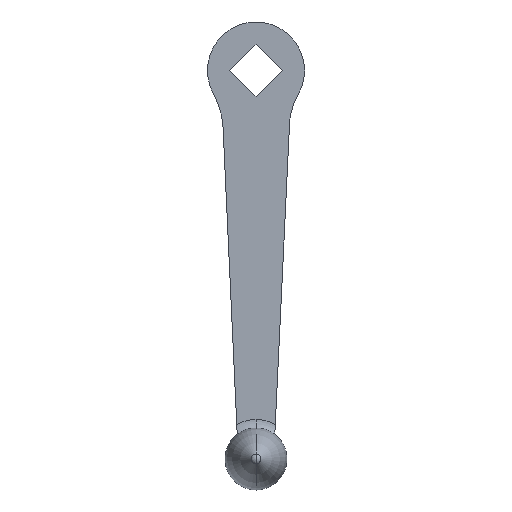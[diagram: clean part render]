
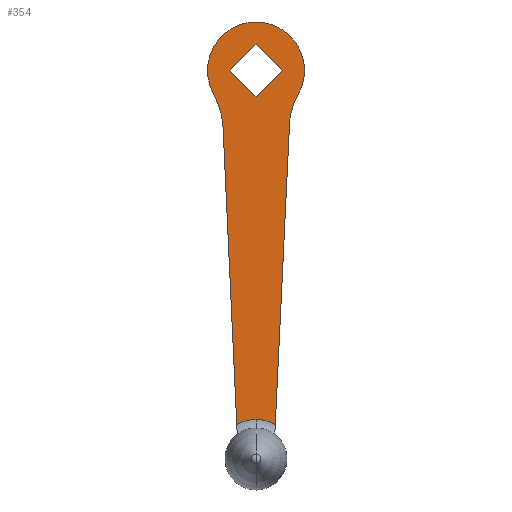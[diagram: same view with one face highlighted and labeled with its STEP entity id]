
A CAD part, front view. The second image highlights one B-rep face of the part: STEP entity #354.
In plain terms, the highlighted planar face has unit normal (0, -1, 0).
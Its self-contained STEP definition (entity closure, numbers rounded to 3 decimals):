
#186=VERTEX_POINT('',#522);
#202=EDGE_CURVE('',#482,#244,#539,.T.);
#244=VERTEX_POINT('',#587);
#268=VERTEX_POINT('',#612);
#338=EDGE_CURVE('',#186,#426,#688,.T.);
#354=ADVANCED_FACE('',(#706,#707),#708,.F.);
#368=VERTEX_POINT('',#725);
#400=EDGE_CURVE('',#448,#414,#762,.T.);
#408=EDGE_CURVE('',#414,#440,#770,.T.);
#414=VERTEX_POINT('',#777);
#426=VERTEX_POINT('',#790);
#440=VERTEX_POINT('',#807);
#444=EDGE_CURVE('',#458,#448,#811,.T.);
#446=EDGE_CURVE('',#440,#458,#813,.T.);
#448=VERTEX_POINT('',#815);
#458=VERTEX_POINT('',#826);
#466=EDGE_CURVE('',#244,#486,#835,.T.);
#476=EDGE_CURVE('',#486,#368,#847,.T.);
#482=VERTEX_POINT('',#855);
#486=VERTEX_POINT('',#860);
#488=EDGE_CURVE('',#268,#498,#862,.T.);
#496=EDGE_CURVE('',#498,#426,#870,.T.);
#498=VERTEX_POINT('',#872);
#500=EDGE_CURVE('',#482,#186,#874,.T.);
#502=EDGE_CURVE('',#368,#268,#876,.T.);
#522=CARTESIAN_POINT('',(0.,-44.,-179.667));
#539=LINE('',#910,#911);
#587=CARTESIAN_POINT('',(-17.,-44.0,-28.64));
#612=CARTESIAN_POINT('',(21.8,-44.0,-12.237));
#688=CIRCLE('',#1138,20.333);
#706=FACE_OUTER_BOUND('',#1196,.T.);
#707=FACE_BOUND('',#1197,.T.);
#708=PLANE('',#1198);
#725=CARTESIAN_POINT('',(-21.8,-44.0,12.237));
#762=LINE('',#1267,#1268);
#770=LINE('',#1280,#1281);
#777=CARTESIAN_POINT('',(13.435,-44.0,0.));
#790=CARTESIAN_POINT('',(9.921,-44.,-182.251));
#807=CARTESIAN_POINT('',(0.,-44.0,13.435));
#811=LINE('',#1330,#1331);
#813=LINE('',#1334,#1335);
#815=CARTESIAN_POINT('',(0.,-44.0,-13.435));
#826=CARTESIAN_POINT('',(-13.435,-44.0,0.));
#835=CIRCLE('',#1362,38.);
#847=CIRCLE('',#1378,25.0);
#855=CARTESIAN_POINT('',(-9.91,-44.,-182.245));
#860=CARTESIAN_POINT('',(-21.8,-44.0,-12.237));
#862=CIRCLE('',#1395,38.);
#870=LINE('',#1404,#1405);
#872=CARTESIAN_POINT('',(17.0,-44.0,-33.037));
#874=CIRCLE('',#1410,20.333);
#876=CIRCLE('',#1413,25.0);
#910=CARTESIAN_POINT('',(-12.548,-44.0,-125.09));
#911=VECTOR('',#1430,1.0);
#1138=AXIS2_PLACEMENT_3D('',#1613,#1614,#1615);
#1196=EDGE_LOOP('',(#1640,#1641,#1642,#1643,#1644,#1645,#1646,#1647));
#1197=EDGE_LOOP('',(#1648,#1649,#1650,#1651));
#1198=AXIS2_PLACEMENT_3D('',#1652,#1653,#1654);
#1267=CARTESIAN_POINT('',(-4.507,-44.0,-17.942));
#1268=VECTOR('',#1723,1.0);
#1280=CARTESIAN_POINT('',(17.942,-44.0,-4.507));
#1281=VECTOR('',#1728,1.0);
#1330=CARTESIAN_POINT('',(11.225,-44.0,-24.66));
#1331=VECTOR('',#1785,1.0);
#1334=CARTESIAN_POINT('',(-24.66,-44.0,-11.225));
#1335=VECTOR('',#1786,1.0);
#1362=AXIS2_PLACEMENT_3D('',#1810,#1811,#1812);
#1378=AXIS2_PLACEMENT_3D('',#1827,#1828,#1829);
#1395=AXIS2_PLACEMENT_3D('',#1855,#1856,#1857);
#1404=CARTESIAN_POINT('',(16.382,-44.0,-46.059));
#1405=VECTOR('',#1858,1.0);
#1410=AXIS2_PLACEMENT_3D('',#1859,#1860,#1861);
#1413=AXIS2_PLACEMENT_3D('',#1862,#1863,#1864);
#1430=DIRECTION('',(-0.046,0.0,0.999));
#1613=CARTESIAN_POINT('',(0.,-44.,-200.0));
#1614=DIRECTION('',(-0.0,1.0,0.0));
#1615=DIRECTION('',(0.,0.0,1.0));
#1640=ORIENTED_EDGE('',*,*,#202,.F.);
#1641=ORIENTED_EDGE('',*,*,#500,.T.);
#1642=ORIENTED_EDGE('',*,*,#338,.T.);
#1643=ORIENTED_EDGE('',*,*,#496,.F.);
#1644=ORIENTED_EDGE('',*,*,#488,.F.);
#1645=ORIENTED_EDGE('',*,*,#502,.F.);
#1646=ORIENTED_EDGE('',*,*,#476,.F.);
#1647=ORIENTED_EDGE('',*,*,#466,.F.);
#1648=ORIENTED_EDGE('',*,*,#444,.F.);
#1649=ORIENTED_EDGE('',*,*,#446,.F.);
#1650=ORIENTED_EDGE('',*,*,#408,.F.);
#1651=ORIENTED_EDGE('',*,*,#400,.F.);
#1652=CARTESIAN_POINT('',(0.,-44.0,-58.333));
#1653=DIRECTION('',(-0.0,1.0,0.0));
#1654=DIRECTION('',(0.,0.0,1.0));
#1723=DIRECTION('',(0.707,0.0,0.707));
#1728=DIRECTION('',(-0.707,0.0,0.707));
#1785=DIRECTION('',(0.707,0.0,-0.707));
#1786=DIRECTION('',(-0.707,0.0,-0.707));
#1810=CARTESIAN_POINT('',(-54.936,-44.0,-30.838));
#1811=DIRECTION('',(0.0,-1.0,0.0));
#1812=DIRECTION('',(0.872,0.0,0.489));
#1827=CARTESIAN_POINT('',(0.0,-44.0,0.));
#1828=DIRECTION('',(0.0,1.0,0.0));
#1829=DIRECTION('',(0.872,0.0,-0.489));
#1855=CARTESIAN_POINT('',(54.936,-44.0,-30.838));
#1856=DIRECTION('',(0.0,-1.0,-0.0));
#1857=DIRECTION('',(-0.998,0.0,-0.058));
#1858=DIRECTION('',(-0.047,0.0,-0.999));
#1859=CARTESIAN_POINT('',(0.,-44.,-200.0));
#1860=DIRECTION('',(-0.0,1.0,0.0));
#1861=DIRECTION('',(0.,0.0,1.0));
#1862=CARTESIAN_POINT('',(0.0,-44.0,0.));
#1863=DIRECTION('',(0.0,1.0,0.0));
#1864=DIRECTION('',(0.872,0.0,-0.489));
